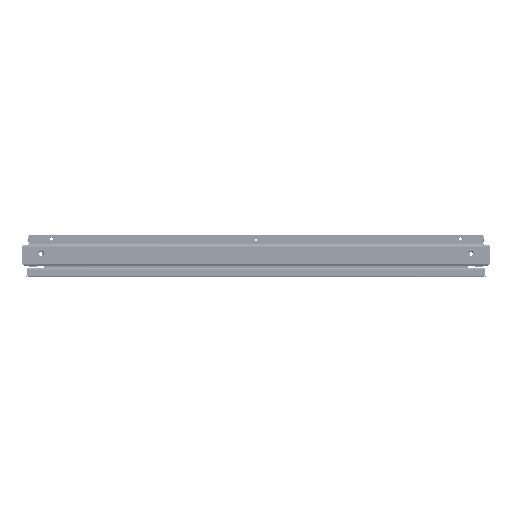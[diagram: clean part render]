
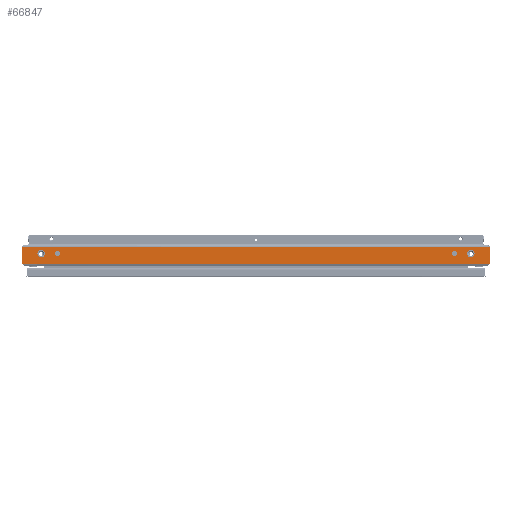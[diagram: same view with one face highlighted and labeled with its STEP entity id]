
A CAD part, front view. The second image highlights one B-rep face of the part: STEP entity #66847.
In plain terms, the highlighted face is planar.
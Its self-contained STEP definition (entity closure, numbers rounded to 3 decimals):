
#961 = EDGE_CURVE ( 'NONE', #23532, #48868, #57095, .T. ) ;
#1375 = CARTESIAN_POINT ( 'NONE',  ( -500., 18., 0. ) ) ;
#1997 = DIRECTION ( 'NONE',  ( 0., 0., 1. ) ) ;
#2245 = DIRECTION ( 'NONE',  ( -1., 0., 0. ) ) ;
#2261 = CIRCLE ( 'NONE', #52294, 5.5 ) ;
#3275 = EDGE_LOOP ( 'NONE', ( #79417, #6321 ) ) ;
#5673 = AXIS2_PLACEMENT_3D ( 'NONE', #55060, #94358, #39455 ) ;
#5793 = LINE ( 'NONE', #26967, #9430 ) ;
#6321 = ORIENTED_EDGE ( 'NONE', *, *, #961, .T. ) ;
#8393 = EDGE_CURVE ( 'NONE', #63842, #18540, #64404, .T. ) ;
#8459 = CARTESIAN_POINT ( 'NONE',  ( -424.5, -3.319, 0. ) ) ;
#9430 = VECTOR ( 'NONE', #50098, 1000. ) ;
#9745 = CARTESIAN_POINT ( 'NONE',  ( 467.5, -3.319, 0. ) ) ;
#10741 = CARTESIAN_POINT ( 'NONE',  ( -459.5, -3.319, 0. ) ) ;
#12826 = ORIENTED_EDGE ( 'NONE', *, *, #98974, .F. ) ;
#13108 = EDGE_CURVE ( 'NONE', #95513, #95591, #31608, .T. ) ;
#13757 = VERTEX_POINT ( 'NONE', #74725 ) ;
#14712 = CARTESIAN_POINT ( 'NONE',  ( 497.935, -18., 0. ) ) ;
#15339 = FACE_OUTER_BOUND ( 'NONE', #26827, .T. ) ;
#15882 = VERTEX_POINT ( 'NONE', #96187 ) ;
#16110 = ORIENTED_EDGE ( 'NONE', *, *, #81126, .T. ) ;
#16126 = LINE ( 'NONE', #46804, #58576 ) ;
#16315 = CARTESIAN_POINT ( 'NONE',  ( 0., 0., 0. ) ) ;
#17304 = DIRECTION ( 'NONE',  ( 0., 0., 1. ) ) ;
#17829 = CARTESIAN_POINT ( 'NONE',  ( 500., 18., 0. ) ) ;
#18540 = VERTEX_POINT ( 'NONE', #55636 ) ;
#19475 = DIRECTION ( 'NONE',  ( 0., 0., -1. ) ) ;
#20227 = VECTOR ( 'NONE', #23047, 1000. ) ;
#21033 = AXIS2_PLACEMENT_3D ( 'NONE', #10741, #17304, #63586 ) ;
#22017 = ORIENTED_EDGE ( 'NONE', *, *, #8393, .F. ) ;
#22061 = LINE ( 'NONE', #91045, #20227 ) ;
#22380 = DIRECTION ( 'NONE',  ( -1., 0., 0. ) ) ;
#22804 = VECTOR ( 'NONE', #86967, 1000. ) ;
#23047 = DIRECTION ( 'NONE',  ( -1., 0., 0. ) ) ;
#23532 = VERTEX_POINT ( 'NONE', #66382 ) ;
#23582 = DIRECTION ( 'NONE',  ( -1., 0., 0. ) ) ;
#24395 = DIRECTION ( 'NONE',  ( -1., 0., 0. ) ) ;
#24797 = CARTESIAN_POINT ( 'NONE',  ( 459.5, -3.319, 0. ) ) ;
#24872 = CARTESIAN_POINT ( 'NONE',  ( 451.5, -3.319, 0. ) ) ;
#24882 = ORIENTED_EDGE ( 'NONE', *, *, #33214, .F. ) ;
#26827 = EDGE_LOOP ( 'NONE', ( #88050, #90399, #16110, #96983, #77494, #52025, #37387, #91524 ) ) ;
#26967 = CARTESIAN_POINT ( 'NONE',  ( -500., -22., 0. ) ) ;
#27252 = LINE ( 'NONE', #34772, #93900 ) ;
#29097 = EDGE_LOOP ( 'NONE', ( #22017, #41190 ) ) ;
#31350 = CIRCLE ( 'NONE', #39372, 8. ) ;
#31608 = LINE ( 'NONE', #46691, #22804 ) ;
#32031 = EDGE_LOOP ( 'NONE', ( #24882, #12826 ) ) ;
#33214 = EDGE_CURVE ( 'NONE', #13757, #15882, #2261, .T. ) ;
#34772 = CARTESIAN_POINT ( 'NONE',  ( -500., -18., 0. ) ) ;
#34973 = EDGE_CURVE ( 'NONE', #39047, #88647, #39658, .T. ) ;
#37387 = ORIENTED_EDGE ( 'NONE', *, *, #60265, .T. ) ;
#39047 = VERTEX_POINT ( 'NONE', #39265 ) ;
#39265 = CARTESIAN_POINT ( 'NONE',  ( 498., 18., 0. ) ) ;
#39359 = VERTEX_POINT ( 'NONE', #1375 ) ;
#39372 = AXIS2_PLACEMENT_3D ( 'NONE', #40004, #71228, #2245 ) ;
#39455 = DIRECTION ( 'NONE',  ( -1., 0., 0. ) ) ;
#39658 = LINE ( 'NONE', #92574, #84510 ) ;
#39926 = VECTOR ( 'NONE', #86871, 1000. ) ;
#40004 = CARTESIAN_POINT ( 'NONE',  ( 459.5, -3.319, 0. ) ) ;
#41190 = ORIENTED_EDGE ( 'NONE', *, *, #85688, .F. ) ;
#41529 = CARTESIAN_POINT ( 'NONE',  ( -500., -18., 0. ) ) ;
#42005 = CARTESIAN_POINT ( 'NONE',  ( 500., 18., 0. ) ) ;
#45651 = VERTEX_POINT ( 'NONE', #14712 ) ;
#46506 = FACE_BOUND ( 'NONE', #58035, .T. ) ;
#46691 = CARTESIAN_POINT ( 'NONE',  ( 500., -22., 0. ) ) ;
#46694 = DIRECTION ( 'NONE',  ( 1., 0., 0. ) ) ;
#46784 = CARTESIAN_POINT ( 'NONE',  ( 430., -3.319, 0. ) ) ;
#46804 = CARTESIAN_POINT ( 'NONE',  ( -500., -18., 0. ) ) ;
#47526 = ORIENTED_EDGE ( 'NONE', *, *, #61164, .T. ) ;
#48291 = DIRECTION ( 'NONE',  ( 1., 0., 0. ) ) ;
#48868 = VERTEX_POINT ( 'NONE', #46784 ) ;
#49786 = CARTESIAN_POINT ( 'NONE',  ( -459.5, -3.319, 0. ) ) ;
#49868 = DIRECTION ( 'NONE',  ( 1., 0., 0. ) ) ;
#49882 = CARTESIAN_POINT ( 'NONE',  ( -500., -18., 0. ) ) ;
#50098 = DIRECTION ( 'NONE',  ( 0., -1., 0. ) ) ;
#50103 = VERTEX_POINT ( 'NONE', #9745 ) ;
#50665 = CARTESIAN_POINT ( 'NONE',  ( 424.5, -3.319, 0. ) ) ;
#52025 = ORIENTED_EDGE ( 'NONE', *, *, #34973, .T. ) ;
#52294 = AXIS2_PLACEMENT_3D ( 'NONE', #56029, #86764, #55533 ) ;
#52733 = AXIS2_PLACEMENT_3D ( 'NONE', #8459, #77410, #46694 ) ;
#53197 = AXIS2_PLACEMENT_3D ( 'NONE', #49786, #1997, #48291 ) ;
#54232 = VERTEX_POINT ( 'NONE', #49882 ) ;
#55060 = CARTESIAN_POINT ( 'NONE',  ( 424.5, -3.319, 0. ) ) ;
#55533 = DIRECTION ( 'NONE',  ( 1., 0., 0. ) ) ;
#55636 = CARTESIAN_POINT ( 'NONE',  ( -467.5, -3.319, 0. ) ) ;
#55852 = DIRECTION ( 'NONE',  ( 1., 0., 0. ) ) ;
#56029 = CARTESIAN_POINT ( 'NONE',  ( -424.5, -3.319, 0. ) ) ;
#56139 = LINE ( 'NONE', #41529, #39926 ) ;
#57095 = CIRCLE ( 'NONE', #5673, 5.5 ) ;
#57636 = CARTESIAN_POINT ( 'NONE',  ( -497.935, -18., 0. ) ) ;
#58035 = EDGE_LOOP ( 'NONE', ( #59780, #47526 ) ) ;
#58576 = VECTOR ( 'NONE', #55852, 1000. ) ;
#59528 = CARTESIAN_POINT ( 'NONE',  ( -498., 18., 0. ) ) ;
#59780 = ORIENTED_EDGE ( 'NONE', *, *, #94132, .T. ) ;
#60265 = EDGE_CURVE ( 'NONE', #88647, #39359, #22061, .T. ) ;
#60618 = FACE_BOUND ( 'NONE', #32031, .T. ) ;
#61108 = DIRECTION ( 'NONE',  ( 0., 0., -1. ) ) ;
#61164 = EDGE_CURVE ( 'NONE', #75003, #50103, #89458, .T. ) ;
#63586 = DIRECTION ( 'NONE',  ( 1., 0., 0. ) ) ;
#63842 = VERTEX_POINT ( 'NONE', #86854 ) ;
#64404 = CIRCLE ( 'NONE', #21033, 8. ) ;
#65103 = CIRCLE ( 'NONE', #90876, 5.5 ) ;
#66382 = CARTESIAN_POINT ( 'NONE',  ( 419., -3.319, 0. ) ) ;
#66847 = ADVANCED_FACE ( 'NONE', ( #46506, #70169, #84316, #60618, #15339 ), #69683, .F. ) ;
#69596 = AXIS2_PLACEMENT_3D ( 'NONE', #16315, #61108, #22380 ) ;
#69683 = PLANE ( 'NONE',  #69596 ) ;
#70024 = VECTOR ( 'NONE', #24395, 1000. ) ;
#70169 = FACE_BOUND ( 'NONE', #3275, .T. ) ;
#70703 = LINE ( 'NONE', #17829, #70024 ) ;
#71118 = EDGE_CURVE ( 'NONE', #95591, #39047, #70703, .T. ) ;
#71228 = DIRECTION ( 'NONE',  ( 0., 0., -1. ) ) ;
#74688 = EDGE_CURVE ( 'NONE', #39359, #54232, #5793, .T. ) ;
#74725 = CARTESIAN_POINT ( 'NONE',  ( -419., -3.319, 0. ) ) ;
#75003 = VERTEX_POINT ( 'NONE', #24872 ) ;
#76568 = AXIS2_PLACEMENT_3D ( 'NONE', #24797, #93278, #94276 ) ;
#77410 = DIRECTION ( 'NONE',  ( 0., 0., 1. ) ) ;
#77494 = ORIENTED_EDGE ( 'NONE', *, *, #71118, .T. ) ;
#79417 = ORIENTED_EDGE ( 'NONE', *, *, #93845, .T. ) ;
#81126 = EDGE_CURVE ( 'NONE', #45651, #95513, #56139, .T. ) ;
#81393 = DIRECTION ( 'NONE',  ( -1., 0., 0. ) ) ;
#84316 = FACE_BOUND ( 'NONE', #29097, .T. ) ;
#84510 = VECTOR ( 'NONE', #23582, 1000. ) ;
#85417 = CIRCLE ( 'NONE', #53197, 8. ) ;
#85688 = EDGE_CURVE ( 'NONE', #18540, #63842, #85417, .T. ) ;
#86638 = VERTEX_POINT ( 'NONE', #57636 ) ;
#86764 = DIRECTION ( 'NONE',  ( 0., 0., 1. ) ) ;
#86854 = CARTESIAN_POINT ( 'NONE',  ( -451.5, -3.319, 0. ) ) ;
#86871 = DIRECTION ( 'NONE',  ( 1., 0., 0. ) ) ;
#86967 = DIRECTION ( 'NONE',  ( 0., 1., 0. ) ) ;
#87362 = CARTESIAN_POINT ( 'NONE',  ( 500., -18., 0. ) ) ;
#88050 = ORIENTED_EDGE ( 'NONE', *, *, #93161, .T. ) ;
#88647 = VERTEX_POINT ( 'NONE', #59528 ) ;
#89458 = CIRCLE ( 'NONE', #76568, 8. ) ;
#90399 = ORIENTED_EDGE ( 'NONE', *, *, #90654, .T. ) ;
#90654 = EDGE_CURVE ( 'NONE', #86638, #45651, #27252, .T. ) ;
#90876 = AXIS2_PLACEMENT_3D ( 'NONE', #50665, #19475, #81393 ) ;
#91045 = CARTESIAN_POINT ( 'NONE',  ( 500., 18., 0. ) ) ;
#91524 = ORIENTED_EDGE ( 'NONE', *, *, #74688, .T. ) ;
#92574 = CARTESIAN_POINT ( 'NONE',  ( 500., 18., 0. ) ) ;
#93161 = EDGE_CURVE ( 'NONE', #54232, #86638, #16126, .T. ) ;
#93278 = DIRECTION ( 'NONE',  ( 0., 0., -1. ) ) ;
#93845 = EDGE_CURVE ( 'NONE', #48868, #23532, #65103, .T. ) ;
#93900 = VECTOR ( 'NONE', #49868, 1000. ) ;
#94132 = EDGE_CURVE ( 'NONE', #50103, #75003, #31350, .T. ) ;
#94276 = DIRECTION ( 'NONE',  ( -1., 0., 0. ) ) ;
#94358 = DIRECTION ( 'NONE',  ( 0., 0., -1. ) ) ;
#95513 = VERTEX_POINT ( 'NONE', #87362 ) ;
#95591 = VERTEX_POINT ( 'NONE', #42005 ) ;
#96187 = CARTESIAN_POINT ( 'NONE',  ( -430., -3.319, 0. ) ) ;
#96188 = CIRCLE ( 'NONE', #52733, 5.5 ) ;
#96983 = ORIENTED_EDGE ( 'NONE', *, *, #13108, .T. ) ;
#98974 = EDGE_CURVE ( 'NONE', #15882, #13757, #96188, .T. ) ;
